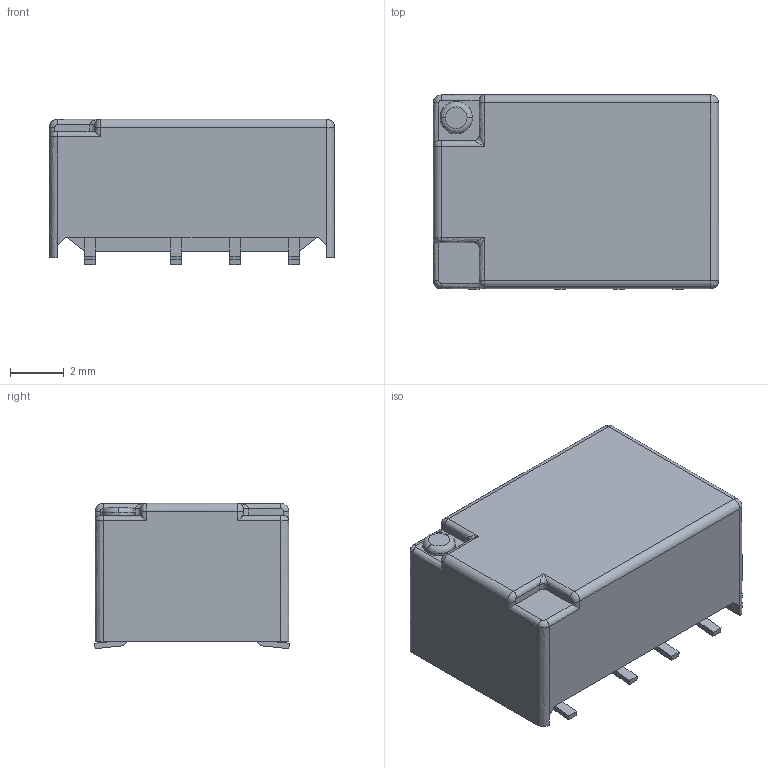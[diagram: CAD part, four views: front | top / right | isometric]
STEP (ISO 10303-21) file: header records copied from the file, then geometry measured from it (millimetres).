
FILE_DESCRIPTION(/* description */ (''),/* implementation_level */ '2;1');
FILE_NAME(/* name */ 'GQSMDS~1',/* time_stamp */ '2018-04-02T12:24:39+02:00',/* author */ (''),/* organization */ (''),/* preprocessor_version */ 'ST-DEVELOPER v14',/* originating_system */ '',/* authorisation */ '');
FILE_SCHEMA (('AUTOMOTIVE_DESIGN'));
Length unit declared in the file: millimetre
Products named in the file (1): Document
Bounding box: 10.6 x 7.24 x 5.4 mm (x, y, z)
Volume: 374 mm3; surface area: 442 mm2
Topology: 10 solids, 10 shells, 135 faces, 342 edges, 226 vertices
Faces by surface type: bspline 76, plane 59
Entity records: 3912 total; most frequent: CARTESIAN_POINT 1835, ORIENTED_EDGE 680, EDGE_CURVE 340, VERTEX_POINT 226, EDGE_LOOP 136, ADVANCED_FACE 135, FACE_OUTER_BOUND 135, B_SPLINE_CURVE_WITH_KNOTS 114
